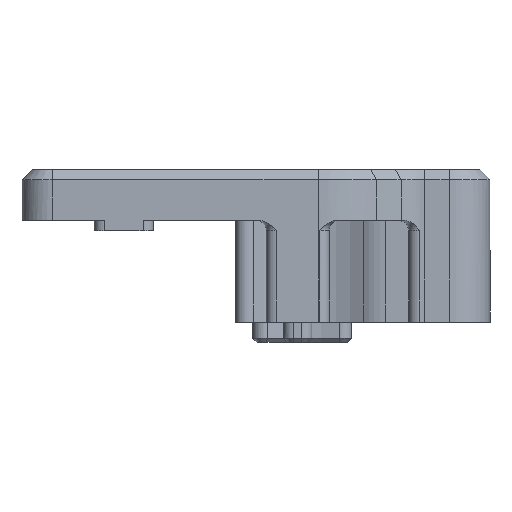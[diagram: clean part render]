
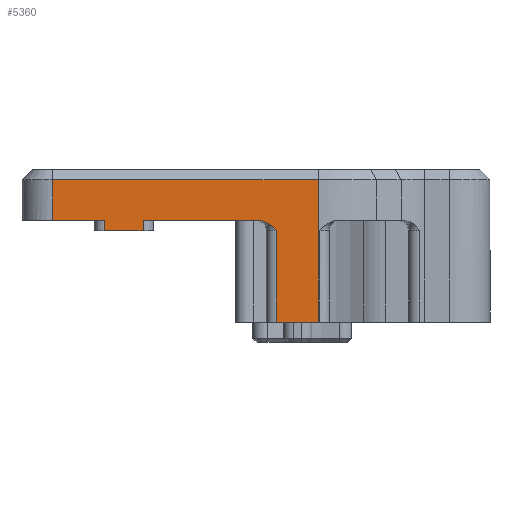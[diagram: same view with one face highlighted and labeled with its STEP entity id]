
A CAD part, left-side view. The second image highlights one B-rep face of the part: STEP entity #5360.
In plain terms, the highlighted planar face has unit normal (-1, 0, 0).
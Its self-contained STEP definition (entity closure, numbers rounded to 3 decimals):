
#774=DIRECTION('',(0.,1.,0.));
#775=VECTOR('',#774,11.368);
#776=CARTESIAN_POINT('',(332.507,-273.841,59.406));
#777=LINE('',#776,#775);
#1455=DIRECTION('',(0.,1.,0.));
#1456=VECTOR('',#1455,5.1);
#1457=CARTESIAN_POINT('',(332.507,-258.673,59.406));
#1458=LINE('',#1457,#1456);
#1462=DIRECTION('',(0.,0.,1.));
#1463=VECTOR('',#1462,1.);
#1464=CARTESIAN_POINT('',(332.507,-258.673,58.406));
#1465=LINE('',#1464,#1463);
#1476=CARTESIAN_POINT('',(332.507,-273.841,59.406));
#1477=CARTESIAN_POINT('',(332.507,-273.945,59.406));
#1478=CARTESIAN_POINT('',(332.507,-274.16,59.379));
#1479=CARTESIAN_POINT('',(332.507,-274.532,59.252));
#1480=CARTESIAN_POINT('',(332.507,-274.868,59.047));
#1481=CARTESIAN_POINT('',(332.507,-275.227,58.748));
#1482=CARTESIAN_POINT('',(332.507,-275.456,58.524));
#1483=CARTESIAN_POINT('',(332.507,-275.573,58.406));
#1488=DIRECTION('',(0.,-1.,0.));
#1489=VECTOR('',#1488,3.8);
#1490=CARTESIAN_POINT('',(332.507,-258.673,58.406));
#1491=LINE('',#1490,#1489);
#1495=DIRECTION('',(0.,1.,0.));
#1496=VECTOR('',#1495,26.106);
#1497=CARTESIAN_POINT('',(332.507,-279.68,63.406));
#1498=LINE('',#1497,#1496);
#1502=DIRECTION('',(0.,1.,0.));
#1503=VECTOR('',#1502,4.106);
#1504=CARTESIAN_POINT('',(332.507,-279.68,49.406));
#1505=LINE('',#1504,#1503);
#1581=DIRECTION('',(0.,0.,-1.));
#1582=VECTOR('',#1581,14.);
#1583=CARTESIAN_POINT('',(332.507,-279.68,63.406));
#1584=LINE('',#1583,#1582);
#2536=DIRECTION('',(0.,0.,1.));
#2537=VECTOR('',#2536,4.);
#2538=CARTESIAN_POINT('',(332.507,-253.573,59.406));
#2539=LINE('',#2538,#2537);
#3302=DIRECTION('',(0.,0.,1.));
#3303=VECTOR('',#3302,9.);
#3304=CARTESIAN_POINT('',(332.507,-275.573,49.406));
#3305=LINE('',#3304,#3303);
#3678=DIRECTION('',(0.,0.,-1.));
#3679=VECTOR('',#3678,1.);
#3680=CARTESIAN_POINT('',(332.507,-262.473,59.406));
#3681=LINE('',#3680,#3679);
#3825=CARTESIAN_POINT('',(332.507,-279.68,49.406));
#3826=CARTESIAN_POINT('',(332.507,-275.573,49.406));
#3827=VERTEX_POINT('',#3825);
#3828=VERTEX_POINT('',#3826);
#3921=CARTESIAN_POINT('',(332.507,-279.68,63.406));
#3922=VERTEX_POINT('',#3921);
#3923=CARTESIAN_POINT('',(332.507,-253.573,63.406));
#3924=VERTEX_POINT('',#3923);
#3925=CARTESIAN_POINT('',(332.507,-253.573,59.406));
#3926=VERTEX_POINT('',#3925);
#3927=CARTESIAN_POINT('',(332.507,-258.673,59.406));
#3928=VERTEX_POINT('',#3927);
#3929=CARTESIAN_POINT('',(332.507,-258.673,58.406));
#3930=VERTEX_POINT('',#3929);
#3931=CARTESIAN_POINT('',(332.507,-262.473,58.406));
#3932=VERTEX_POINT('',#3931);
#3933=CARTESIAN_POINT('',(332.507,-262.473,59.406));
#3934=VERTEX_POINT('',#3933);
#3935=CARTESIAN_POINT('',(332.507,-273.841,59.406));
#3936=VERTEX_POINT('',#3935);
#3937=VERTEX_POINT('',#1483);
#5335=CARTESIAN_POINT('',(332.507,-250.573,34.406));
#5336=DIRECTION('',(-1.,0.,0.));
#5337=DIRECTION('',(0.,-1.,0.));
#5338=AXIS2_PLACEMENT_3D('',#5335,#5336,#5337);
#5339=PLANE('',#5338);
#5341=ORIENTED_EDGE('',*,*,#5340,.T.);
#5343=ORIENTED_EDGE('',*,*,#5342,.T.);
#5345=ORIENTED_EDGE('',*,*,#5344,.F.);
#5346=ORIENTED_EDGE('',*,*,#4920,.T.);
#5348=ORIENTED_EDGE('',*,*,#5347,.T.);
#5349=ORIENTED_EDGE('',*,*,#5242,.F.);
#5350=ORIENTED_EDGE('',*,*,#5327,.T.);
#5351=ORIENTED_EDGE('',*,*,#5316,.T.);
#5353=ORIENTED_EDGE('',*,*,#5352,.T.);
#5355=ORIENTED_EDGE('',*,*,#5354,.F.);
#5357=ORIENTED_EDGE('',*,*,#5356,.T.);
#5358=EDGE_LOOP('',(#5341,#5343,#5345,#5346,#5348,#5349,#5350,#5351,#5353,#5355,
#5357));
#5359=FACE_OUTER_BOUND('',#5358,.F.);
#5360=ADVANCED_FACE('',(#5359),#5339,.T.);
#1484=B_SPLINE_CURVE_WITH_KNOTS('',3,(#1476,#1477,#1478,#1479,#1480,#1481,#1482,
#1483),.UNSPECIFIED.,.F.,.F.,(4,1,1,1,1,4),(0.,0.2,0.4,0.6,0.8,1.),
.UNSPECIFIED.);
#4920=EDGE_CURVE('',#3936,#3934,#777,.T.);
#5242=EDGE_CURVE('',#3930,#3932,#1491,.T.);
#5316=EDGE_CURVE('',#3928,#3926,#1458,.T.);
#5327=EDGE_CURVE('',#3930,#3928,#1465,.T.);
#5340=EDGE_CURVE('',#3827,#3828,#1505,.T.);
#5342=EDGE_CURVE('',#3828,#3937,#3305,.T.);
#5344=EDGE_CURVE('',#3936,#3937,#1484,.T.);
#5347=EDGE_CURVE('',#3934,#3932,#3681,.T.);
#5352=EDGE_CURVE('',#3926,#3924,#2539,.T.);
#5354=EDGE_CURVE('',#3922,#3924,#1498,.T.);
#5356=EDGE_CURVE('',#3922,#3827,#1584,.T.);
